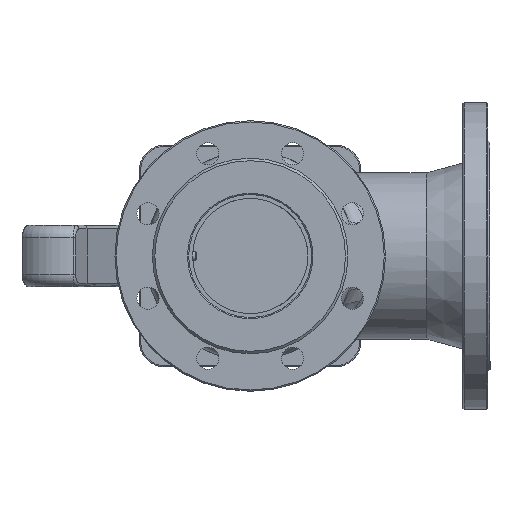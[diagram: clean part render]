
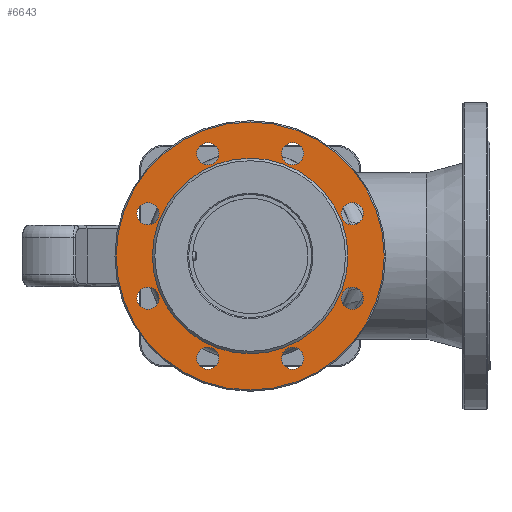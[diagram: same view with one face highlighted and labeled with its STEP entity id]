
A CAD part, front view. The second image highlights one B-rep face of the part: STEP entity #6643.
In plain terms, the highlighted planar face has unit normal (0, -1, 0).
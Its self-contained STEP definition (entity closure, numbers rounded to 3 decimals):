
#295=FACE_BOUND('',#1098,.T.);
#296=FACE_BOUND('',#1099,.T.);
#297=FACE_BOUND('',#1100,.T.);
#298=FACE_BOUND('',#1101,.T.);
#299=FACE_BOUND('',#1102,.T.);
#300=FACE_BOUND('',#1103,.T.);
#301=FACE_BOUND('',#1104,.T.);
#302=FACE_BOUND('',#1105,.T.);
#303=FACE_BOUND('',#1106,.T.);
#410=PLANE('',#7365);
#652=FACE_OUTER_BOUND('',#1097,.T.);
#1097=EDGE_LOOP('',(#4931));
#1098=EDGE_LOOP('',(#4932));
#1099=EDGE_LOOP('',(#4933));
#1100=EDGE_LOOP('',(#4934));
#1101=EDGE_LOOP('',(#4935));
#1102=EDGE_LOOP('',(#4936));
#1103=EDGE_LOOP('',(#4937));
#1104=EDGE_LOOP('',(#4938));
#1105=EDGE_LOOP('',(#4939));
#1106=EDGE_LOOP('',(#4940));
#2438=CIRCLE('',#7363,79.5);
#2440=CIRCLE('',#7366,109.);
#2441=CIRCLE('',#7367,9.);
#2442=CIRCLE('',#7368,9.);
#2443=CIRCLE('',#7369,9.);
#2444=CIRCLE('',#7370,9.);
#2445=CIRCLE('',#7371,9.);
#2446=CIRCLE('',#7372,9.);
#2447=CIRCLE('',#7373,9.);
#2448=CIRCLE('',#7374,9.);
#2947=VERTEX_POINT('',#11955);
#2949=VERTEX_POINT('',#11961);
#2950=VERTEX_POINT('',#11963);
#2951=VERTEX_POINT('',#11965);
#2952=VERTEX_POINT('',#11967);
#2953=VERTEX_POINT('',#11969);
#2954=VERTEX_POINT('',#11971);
#2955=VERTEX_POINT('',#11973);
#2956=VERTEX_POINT('',#11975);
#2957=VERTEX_POINT('',#11977);
#3657=EDGE_CURVE('',#2947,#2947,#2438,.T.);
#3660=EDGE_CURVE('',#2949,#2949,#2440,.T.);
#3661=EDGE_CURVE('',#2950,#2950,#2441,.T.);
#3662=EDGE_CURVE('',#2951,#2951,#2442,.T.);
#3663=EDGE_CURVE('',#2952,#2952,#2443,.T.);
#3664=EDGE_CURVE('',#2953,#2953,#2444,.T.);
#3665=EDGE_CURVE('',#2954,#2954,#2445,.T.);
#3666=EDGE_CURVE('',#2955,#2955,#2446,.T.);
#3667=EDGE_CURVE('',#2956,#2956,#2447,.T.);
#3668=EDGE_CURVE('',#2957,#2957,#2448,.T.);
#4931=ORIENTED_EDGE('',*,*,#3660,.F.);
#4932=ORIENTED_EDGE('',*,*,#3661,.F.);
#4933=ORIENTED_EDGE('',*,*,#3662,.F.);
#4934=ORIENTED_EDGE('',*,*,#3663,.F.);
#4935=ORIENTED_EDGE('',*,*,#3664,.F.);
#4936=ORIENTED_EDGE('',*,*,#3665,.F.);
#4937=ORIENTED_EDGE('',*,*,#3666,.F.);
#4938=ORIENTED_EDGE('',*,*,#3667,.F.);
#4939=ORIENTED_EDGE('',*,*,#3668,.F.);
#4940=ORIENTED_EDGE('',*,*,#3657,.F.);
#6643=ADVANCED_FACE('',(#652,#295,#296,#297,#298,#299,#300,#301,#302,#303),
#410,.F.);
#7363=AXIS2_PLACEMENT_3D('',#11956,#8536,#8537);
#7365=AXIS2_PLACEMENT_3D('',#11960,#8541,#8542);
#7366=AXIS2_PLACEMENT_3D('',#11962,#8543,#8544);
#7367=AXIS2_PLACEMENT_3D('',#11964,#8545,#8546);
#7368=AXIS2_PLACEMENT_3D('',#11966,#8547,#8548);
#7369=AXIS2_PLACEMENT_3D('',#11968,#8549,#8550);
#7370=AXIS2_PLACEMENT_3D('',#11970,#8551,#8552);
#7371=AXIS2_PLACEMENT_3D('',#11972,#8553,#8554);
#7372=AXIS2_PLACEMENT_3D('',#11974,#8555,#8556);
#7373=AXIS2_PLACEMENT_3D('',#11976,#8557,#8558);
#7374=AXIS2_PLACEMENT_3D('',#11978,#8559,#8560);
#8536=DIRECTION('center_axis',(0.,-1.,0.));
#8537=DIRECTION('ref_axis',(1.,0.,0.));
#8541=DIRECTION('center_axis',(0.,1.,0.));
#8542=DIRECTION('ref_axis',(0.,0.,1.));
#8543=DIRECTION('center_axis',(0.,1.,0.));
#8544=DIRECTION('ref_axis',(-1.,0.,0.));
#8545=DIRECTION('center_axis',(0.,-1.,0.));
#8546=DIRECTION('ref_axis',(-1.,0.,0.));
#8547=DIRECTION('center_axis',(0.,-1.,0.));
#8548=DIRECTION('ref_axis',(-1.,0.,0.));
#8549=DIRECTION('center_axis',(0.,-1.,0.));
#8550=DIRECTION('ref_axis',(-1.,0.,0.));
#8551=DIRECTION('center_axis',(0.,-1.,0.));
#8552=DIRECTION('ref_axis',(-1.,0.,0.));
#8553=DIRECTION('center_axis',(0.,-1.,0.));
#8554=DIRECTION('ref_axis',(-1.,0.,0.));
#8555=DIRECTION('center_axis',(0.,-1.,0.));
#8556=DIRECTION('ref_axis',(-1.,0.,0.));
#8557=DIRECTION('center_axis',(0.,-1.,0.));
#8558=DIRECTION('ref_axis',(-1.,0.,0.));
#8559=DIRECTION('center_axis',(0.,-1.,0.));
#8560=DIRECTION('ref_axis',(-1.,0.,0.));
#11955=CARTESIAN_POINT('',(-79.5,2.,0.));
#11956=CARTESIAN_POINT('Origin',(0.,2.,0.));
#11960=CARTESIAN_POINT('Origin',(0.,2.,0.));
#11961=CARTESIAN_POINT('',(109.,2.,0.));
#11962=CARTESIAN_POINT('Origin',(0.,2.,0.));
#11963=CARTESIAN_POINT('',(-25.442,2.,83.149));
#11964=CARTESIAN_POINT('Origin',(-34.442,2.,83.149));
#11965=CARTESIAN_POINT('',(-74.149,2.,34.442));
#11966=CARTESIAN_POINT('Origin',(-83.149,2.,34.442));
#11967=CARTESIAN_POINT('',(-74.149,2.,-34.442));
#11968=CARTESIAN_POINT('Origin',(-83.149,2.,-34.442));
#11969=CARTESIAN_POINT('',(-25.442,2.,-83.149));
#11970=CARTESIAN_POINT('Origin',(-34.442,2.,-83.149));
#11971=CARTESIAN_POINT('',(43.442,2.,-83.149));
#11972=CARTESIAN_POINT('Origin',(34.442,2.,-83.149));
#11973=CARTESIAN_POINT('',(92.149,2.,-34.442));
#11974=CARTESIAN_POINT('Origin',(83.149,2.,-34.442));
#11975=CARTESIAN_POINT('',(92.149,2.,34.442));
#11976=CARTESIAN_POINT('Origin',(83.149,2.,34.442));
#11977=CARTESIAN_POINT('',(43.442,2.,83.149));
#11978=CARTESIAN_POINT('Origin',(34.442,2.,83.149));
